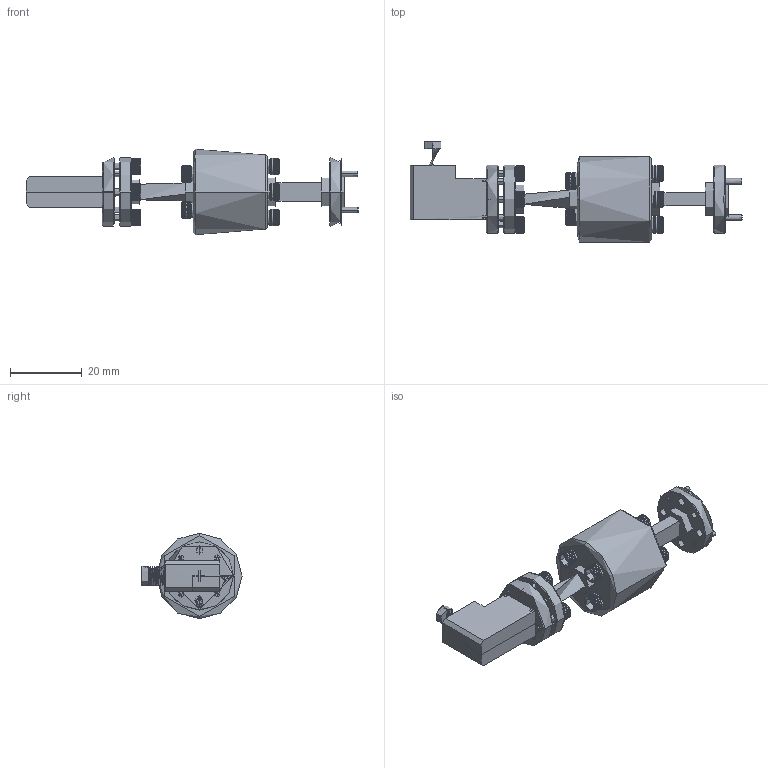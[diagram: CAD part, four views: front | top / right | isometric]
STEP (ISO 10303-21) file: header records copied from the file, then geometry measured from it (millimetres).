
FILE_DESCRIPTION (( 'STEP AP203' ), '1' );
FILE_NAME ('TD-E1.STEP', '2017-02-03T00:45:10', ( '' ), ( '' ), 'SwSTEP 2.0', 'SolidWorks 2013', '' );
FILE_SCHEMA (( 'CONFIG_CONTROL_DESIGN' ));
Products named in the file (1): TD-E1
Bounding box: 92.75 x 27.94 x 23.88 mm (x, y, z)
Topology: 0 solids, 74 shells, 1470 faces, 4710 edges, 3327 vertices
Faces by surface type: plane 705, cylinder 621, cone 107, bspline 37
Full cylindrical faces by diameter (mm): 4.572 x1
Entity records: 62742 total; most frequent: CARTESIAN_POINT 24931, ORIENTED_EDGE 9079, DIRECTION 6274, EDGE_CURVE 4706, VERTEX_POINT 3330, AXIS2_PLACEMENT_3D 2564, B_SPLINE_CURVE_WITH_KNOTS 2271, EDGE_LOOP 1553
